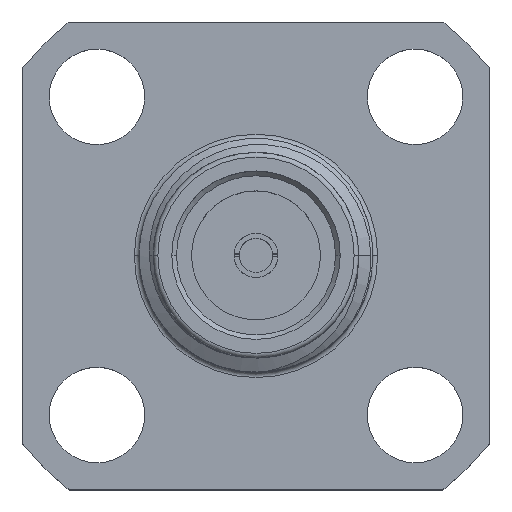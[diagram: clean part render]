
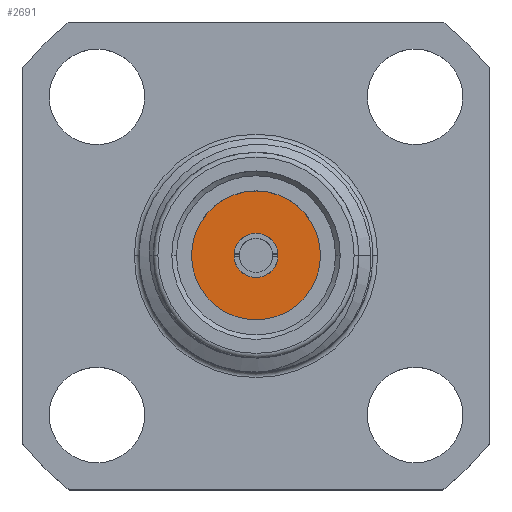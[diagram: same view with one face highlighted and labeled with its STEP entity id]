
A CAD part, top view. The second image highlights one B-rep face of the part: STEP entity #2691.
In plain terms, the highlighted planar face has unit normal (0, 0, 1).
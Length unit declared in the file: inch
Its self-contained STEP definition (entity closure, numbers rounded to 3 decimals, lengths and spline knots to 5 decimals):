
#150 = CARTESIAN_POINT ( 'NONE',  ( 0.0235, 0., 0.3135 ) ) ;
#220 = AXIS2_PLACEMENT_3D ( 'NONE', #4901, #5827, #2101 ) ;
#486 = ORIENTED_EDGE ( 'NONE', *, *, #5728, .F. ) ;
#509 = EDGE_LOOP ( 'NONE', ( #486, #936 ) ) ;
#547 = EDGE_CURVE ( 'NONE', #1475, #3309, #5238, .T. ) ;
#635 = DIRECTION ( 'NONE',  ( 0., 0., -1. ) ) ;
#732 = DIRECTION ( 'NONE',  ( 1., 0., 0. ) ) ;
#762 = AXIS2_PLACEMENT_3D ( 'NONE', #3031, #635, #2535 ) ;
#936 = ORIENTED_EDGE ( 'NONE', *, *, #5541, .F. ) ;
#953 = FACE_BOUND ( 'NONE', #509, .T. ) ;
#972 = VERTEX_POINT ( 'NONE', #3180 ) ;
#1174 = DIRECTION ( 'NONE',  ( 0., 0., -1. ) ) ;
#1294 = AXIS2_PLACEMENT_3D ( 'NONE', #1446, #3336, #4256 ) ;
#1446 = CARTESIAN_POINT ( 'NONE',  ( 0., 0., 0.3135 ) ) ;
#1475 = VERTEX_POINT ( 'NONE', #5396 ) ;
#1779 = CIRCLE ( 'NONE', #2309, 0.0235 ) ;
#1888 = FACE_OUTER_BOUND ( 'NONE', #4058, .T. ) ;
#2005 = EDGE_CURVE ( 'NONE', #3309, #1475, #3417, .T. ) ;
#2101 = DIRECTION ( 'NONE',  ( 1., 0., 0. ) ) ;
#2309 = AXIS2_PLACEMENT_3D ( 'NONE', #5292, #4367, #2974 ) ;
#2535 = DIRECTION ( 'NONE',  ( 1., 0., 0. ) ) ;
#2691 = ADVANCED_FACE ( 'NONE', ( #953, #1888 ), #5762, .T. ) ;
#2974 = DIRECTION ( 'NONE',  ( 1., 0., 0. ) ) ;
#3011 = ORIENTED_EDGE ( 'NONE', *, *, #547, .F. ) ;
#3031 = CARTESIAN_POINT ( 'NONE',  ( 0., 0., 0.3135 ) ) ;
#3180 = CARTESIAN_POINT ( 'NONE',  ( -0.0235, 0., 0.3135 ) ) ;
#3309 = VERTEX_POINT ( 'NONE', #3364 ) ;
#3313 = VERTEX_POINT ( 'NONE', #150 ) ;
#3336 = DIRECTION ( 'NONE',  ( 0., 0., 1. ) ) ;
#3337 = AXIS2_PLACEMENT_3D ( 'NONE', #3988, #1174, #732 ) ;
#3364 = CARTESIAN_POINT ( 'NONE',  ( 0.0689, 0., 0.3135 ) ) ;
#3417 = CIRCLE ( 'NONE', #762, 0.0689 ) ;
#3988 = CARTESIAN_POINT ( 'NONE',  ( 0., 0., 0.3135 ) ) ;
#4058 = EDGE_LOOP ( 'NONE', ( #4059, #3011 ) ) ;
#4059 = ORIENTED_EDGE ( 'NONE', *, *, #2005, .F. ) ;
#4256 = DIRECTION ( 'NONE',  ( 1., 0., 0. ) ) ;
#4367 = DIRECTION ( 'NONE',  ( 0., 0., 1. ) ) ;
#4567 = CIRCLE ( 'NONE', #1294, 0.0235 ) ;
#4901 = CARTESIAN_POINT ( 'NONE',  ( 0., 0., 0.3135 ) ) ;
#5238 = CIRCLE ( 'NONE', #3337, 0.0689 ) ;
#5292 = CARTESIAN_POINT ( 'NONE',  ( 0., 0., 0.3135 ) ) ;
#5396 = CARTESIAN_POINT ( 'NONE',  ( -0.0689, 0., 0.3135 ) ) ;
#5541 = EDGE_CURVE ( 'NONE', #972, #3313, #4567, .T. ) ;
#5728 = EDGE_CURVE ( 'NONE', #3313, #972, #1779, .T. ) ;
#5762 = PLANE ( 'NONE',  #220 ) ;
#5827 = DIRECTION ( 'NONE',  ( 0., 0., 1. ) ) ;
